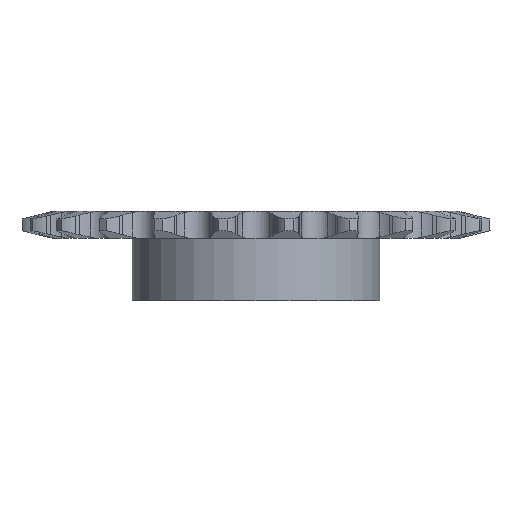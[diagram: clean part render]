
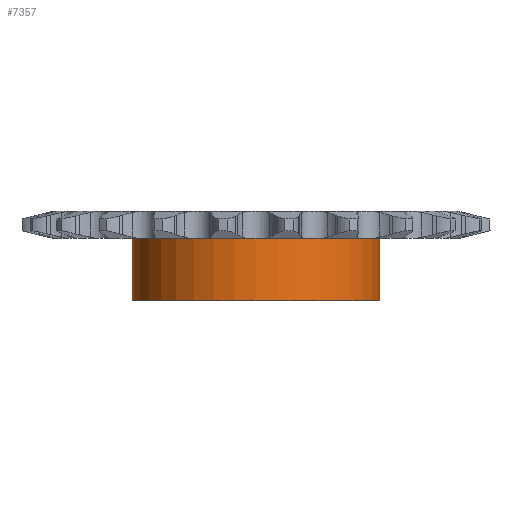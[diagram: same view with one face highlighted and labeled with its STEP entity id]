
A CAD part, front view. The second image highlights one B-rep face of the part: STEP entity #7357.
In plain terms, the highlighted cylindrical face has radius 12.7 mm (diameter 25.4 mm), a partial arc.
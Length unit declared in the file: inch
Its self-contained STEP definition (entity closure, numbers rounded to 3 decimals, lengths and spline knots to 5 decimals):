
#580 = AXIS2_PLACEMENT_3D ( 'NONE', #1264, #1262, #1257 ) ;
#848 = EDGE_CURVE ( 'NONE', #8243, #8244, #7236, .T. ) ;
#1015 = EDGE_CURVE ( 'NONE', #8237, #8244, #2168, .T. ) ;
#1019 = EDGE_CURVE ( 'NONE', #8255, #8243, #2178, .T. ) ;
#1257 = DIRECTION ( 'NONE',  ( 1., 0., 0. ) ) ;
#1262 = DIRECTION ( 'NONE',  ( 0., 0., 1. ) ) ;
#1264 = CARTESIAN_POINT ( 'NONE',  ( 0., 0., -0.25125 ) ) ;
#1894 = DIRECTION ( 'NONE',  ( 0., 0., 1. ) ) ;
#1895 = DIRECTION ( 'NONE',  ( 0., 0., 1. ) ) ;
#1896 = CARTESIAN_POINT ( 'NONE',  ( -0.5, 0., -0.25125 ) ) ;
#1900 = CARTESIAN_POINT ( 'NONE',  ( 0.5, 0., -0.25125 ) ) ;
#2168 = LINE ( 'NONE', #1896, #2176 ) ;
#2176 = VECTOR ( 'NONE', #1894, 39.37008 ) ;
#2178 = LINE ( 'NONE', #1900, #2182 ) ;
#2182 = VECTOR ( 'NONE', #1895, 39.37008 ) ;
#2212 = CIRCLE ( 'NONE', #6342, 0.5 ) ;
#2758 = FACE_OUTER_BOUND ( 'NONE', #7116, .T. ) ;
#2762 = CYLINDRICAL_SURFACE ( 'NONE', #580, 0.5 ) ;
#2872 = EDGE_CURVE ( 'NONE', #8255, #8237, #2212, .T. ) ;
#3413 = CARTESIAN_POINT ( 'NONE',  ( 0., 0., -0.25125 ) ) ;
#3414 = DIRECTION ( 'NONE',  ( 0., 0., -1. ) ) ;
#3415 = DIRECTION ( 'NONE',  ( -1., 0., 0. ) ) ;
#5177 = CARTESIAN_POINT ( 'NONE',  ( 0., 0., 0. ) ) ;
#5178 = DIRECTION ( 'NONE',  ( 0., 0., -1. ) ) ;
#5179 = DIRECTION ( 'NONE',  ( 1., 0., 0. ) ) ;
#5896 = CARTESIAN_POINT ( 'NONE',  ( -0.5, 0., 0. ) ) ;
#5899 = CARTESIAN_POINT ( 'NONE',  ( -0.5, 0., -0.25125 ) ) ;
#5903 = CARTESIAN_POINT ( 'NONE',  ( 0.5, 0., 0. ) ) ;
#5914 = CARTESIAN_POINT ( 'NONE',  ( 0.5, 0., -0.25125 ) ) ;
#6328 = AXIS2_PLACEMENT_3D ( 'NONE', #5177, #5178, #5179 ) ;
#6342 = AXIS2_PLACEMENT_3D ( 'NONE', #3413, #3414, #3415 ) ;
#6658 = ORIENTED_EDGE ( 'NONE', *, *, #2872, .F. ) ;
#6660 = ORIENTED_EDGE ( 'NONE', *, *, #1019, .T. ) ;
#6662 = ORIENTED_EDGE ( 'NONE', *, *, #1015, .F. ) ;
#6714 = ORIENTED_EDGE ( 'NONE', *, *, #848, .T. ) ;
#7116 = EDGE_LOOP ( 'NONE', ( #6662, #6658, #6660, #6714 ) ) ;
#7236 = CIRCLE ( 'NONE', #6328, 0.5 ) ;
#7357 = ADVANCED_FACE ( 'NONE', ( #2758 ), #2762, .T. ) ;
#8237 = VERTEX_POINT ( 'NONE', #5899 ) ;
#8243 = VERTEX_POINT ( 'NONE', #5903 ) ;
#8244 = VERTEX_POINT ( 'NONE', #5896 ) ;
#8255 = VERTEX_POINT ( 'NONE', #5914 ) ;
